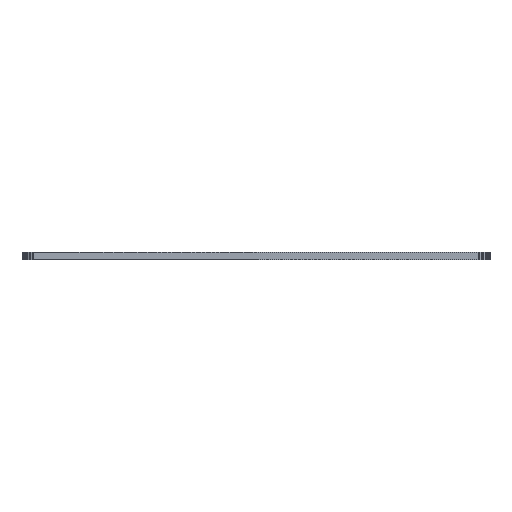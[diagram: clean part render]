
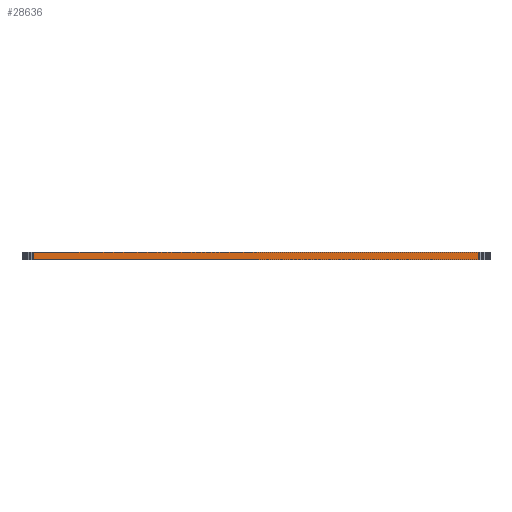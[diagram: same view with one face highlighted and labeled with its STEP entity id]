
A CAD part, left-side view. The second image highlights one B-rep face of the part: STEP entity #28636.
In plain terms, the highlighted planar face has unit normal (-1, 0, 0).
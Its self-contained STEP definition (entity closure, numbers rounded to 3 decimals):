
#83 = PLANE('',#84);
#84 = AXIS2_PLACEMENT_3D('',#85,#86,#87);
#85 = CARTESIAN_POINT('',(159.544,-86.916,1.58));
#86 = DIRECTION('',(-0.,-0.,-1.));
#87 = DIRECTION('',(-1.,0.,0.));
#137 = PLANE('',#138);
#138 = AXIS2_PLACEMENT_3D('',#139,#140,#141);
#139 = CARTESIAN_POINT('',(159.544,-86.916,0.));
#140 = DIRECTION('',(-0.,-0.,-1.));
#141 = DIRECTION('',(-1.,0.,0.));
#1254 = VERTEX_POINT('',#1255);
#1255 = CARTESIAN_POINT('',(42.863,-130.969,0.));
#1269 = PLANE('',#1270);
#1270 = AXIS2_PLACEMENT_3D('',#1271,#1272,#1273);
#1271 = CARTESIAN_POINT('',(42.883,-131.28,0.));
#1272 = DIRECTION('',(-0.998,-0.065,0.));
#1273 = DIRECTION('',(-0.065,0.998,0.));
#1281 = EDGE_CURVE('',#1254,#1282,#1284,.T.);
#1282 = VERTEX_POINT('',#1283);
#1283 = CARTESIAN_POINT('',(42.863,-42.863,0.));
#1284 = SURFACE_CURVE('',#1285,(#1289,#1296),.PCURVE_S1.);
#1285 = LINE('',#1286,#1287);
#1286 = CARTESIAN_POINT('',(42.863,-130.969,0.));
#1287 = VECTOR('',#1288,1.);
#1288 = DIRECTION('',(0.,1.,0.));
#1289 = PCURVE('',#137,#1290);
#1290 = DEFINITIONAL_REPRESENTATION('',(#1291),#1295);
#1291 = LINE('',#1292,#1293);
#1292 = CARTESIAN_POINT('',(116.681,-44.053));
#1293 = VECTOR('',#1294,1.);
#1294 = DIRECTION('',(0.,1.));
#1295 = ( GEOMETRIC_REPRESENTATION_CONTEXT(2) 
PARAMETRIC_REPRESENTATION_CONTEXT() REPRESENTATION_CONTEXT('2D SPACE',''
  ) );
#1296 = PCURVE('',#1297,#1302);
#1297 = PLANE('',#1298);
#1298 = AXIS2_PLACEMENT_3D('',#1299,#1300,#1301);
#1299 = CARTESIAN_POINT('',(42.863,-130.969,0.));
#1300 = DIRECTION('',(-1.,0.,0.));
#1301 = DIRECTION('',(0.,1.,0.));
#1302 = DEFINITIONAL_REPRESENTATION('',(#1303),#1307);
#1303 = LINE('',#1304,#1305);
#1304 = CARTESIAN_POINT('',(0.,0.));
#1305 = VECTOR('',#1306,1.);
#1306 = DIRECTION('',(1.,0.));
#1307 = ( GEOMETRIC_REPRESENTATION_CONTEXT(2) 
PARAMETRIC_REPRESENTATION_CONTEXT() REPRESENTATION_CONTEXT('2D SPACE',''
  ) );
#1325 = PLANE('',#1326);
#1326 = AXIS2_PLACEMENT_3D('',#1327,#1328,#1329);
#1327 = CARTESIAN_POINT('',(42.863,-42.863,0.));
#1328 = DIRECTION('',(-0.998,0.065,0.));
#1329 = DIRECTION('',(0.065,0.998,0.));
#16246 = VERTEX_POINT('',#16247);
#16247 = CARTESIAN_POINT('',(42.863,-130.969,1.58));
#16268 = EDGE_CURVE('',#16246,#16269,#16271,.T.);
#16269 = VERTEX_POINT('',#16270);
#16270 = CARTESIAN_POINT('',(42.863,-42.863,1.58));
#16271 = SURFACE_CURVE('',#16272,(#16276,#16283),.PCURVE_S1.);
#16272 = LINE('',#16273,#16274);
#16273 = CARTESIAN_POINT('',(42.863,-130.969,1.58));
#16274 = VECTOR('',#16275,1.);
#16275 = DIRECTION('',(0.,1.,0.));
#16276 = PCURVE('',#83,#16277);
#16277 = DEFINITIONAL_REPRESENTATION('',(#16278),#16282);
#16278 = LINE('',#16279,#16280);
#16279 = CARTESIAN_POINT('',(116.681,-44.053));
#16280 = VECTOR('',#16281,1.);
#16281 = DIRECTION('',(0.,1.));
#16282 = ( GEOMETRIC_REPRESENTATION_CONTEXT(2) 
PARAMETRIC_REPRESENTATION_CONTEXT() REPRESENTATION_CONTEXT('2D SPACE',''
  ) );
#16283 = PCURVE('',#1297,#16284);
#16284 = DEFINITIONAL_REPRESENTATION('',(#16285),#16289);
#16285 = LINE('',#16286,#16287);
#16286 = CARTESIAN_POINT('',(0.,-1.58));
#16287 = VECTOR('',#16288,1.);
#16288 = DIRECTION('',(1.,0.));
#16289 = ( GEOMETRIC_REPRESENTATION_CONTEXT(2) 
PARAMETRIC_REPRESENTATION_CONTEXT() REPRESENTATION_CONTEXT('2D SPACE',''
  ) );
#28586 = EDGE_CURVE('',#1282,#16269,#28587,.T.);
#28587 = SURFACE_CURVE('',#28588,(#28592,#28599),.PCURVE_S1.);
#28588 = LINE('',#28589,#28590);
#28589 = CARTESIAN_POINT('',(42.863,-42.863,0.));
#28590 = VECTOR('',#28591,1.);
#28591 = DIRECTION('',(0.,0.,1.));
#28592 = PCURVE('',#1325,#28593);
#28593 = DEFINITIONAL_REPRESENTATION('',(#28594),#28598);
#28594 = LINE('',#28595,#28596);
#28595 = CARTESIAN_POINT('',(0.,0.));
#28596 = VECTOR('',#28597,1.);
#28597 = DIRECTION('',(0.,-1.));
#28598 = ( GEOMETRIC_REPRESENTATION_CONTEXT(2) 
PARAMETRIC_REPRESENTATION_CONTEXT() REPRESENTATION_CONTEXT('2D SPACE',''
  ) );
#28599 = PCURVE('',#1297,#28600);
#28600 = DEFINITIONAL_REPRESENTATION('',(#28601),#28605);
#28601 = LINE('',#28602,#28603);
#28602 = CARTESIAN_POINT('',(88.106,0.));
#28603 = VECTOR('',#28604,1.);
#28604 = DIRECTION('',(0.,-1.));
#28605 = ( GEOMETRIC_REPRESENTATION_CONTEXT(2) 
PARAMETRIC_REPRESENTATION_CONTEXT() REPRESENTATION_CONTEXT('2D SPACE',''
  ) );
#28636 = ADVANCED_FACE('',(#28637),#1297,.T.);
#28637 = FACE_BOUND('',#28638,.T.);
#28638 = EDGE_LOOP('',(#28639,#28660,#28661,#28662));
#28639 = ORIENTED_EDGE('',*,*,#28640,.T.);
#28640 = EDGE_CURVE('',#1254,#16246,#28641,.T.);
#28641 = SURFACE_CURVE('',#28642,(#28646,#28653),.PCURVE_S1.);
#28642 = LINE('',#28643,#28644);
#28643 = CARTESIAN_POINT('',(42.863,-130.969,0.));
#28644 = VECTOR('',#28645,1.);
#28645 = DIRECTION('',(0.,0.,1.));
#28646 = PCURVE('',#1297,#28647);
#28647 = DEFINITIONAL_REPRESENTATION('',(#28648),#28652);
#28648 = LINE('',#28649,#28650);
#28649 = CARTESIAN_POINT('',(0.,0.));
#28650 = VECTOR('',#28651,1.);
#28651 = DIRECTION('',(0.,-1.));
#28652 = ( GEOMETRIC_REPRESENTATION_CONTEXT(2) 
PARAMETRIC_REPRESENTATION_CONTEXT() REPRESENTATION_CONTEXT('2D SPACE',''
  ) );
#28653 = PCURVE('',#1269,#28654);
#28654 = DEFINITIONAL_REPRESENTATION('',(#28655),#28659);
#28655 = LINE('',#28656,#28657);
#28656 = CARTESIAN_POINT('',(0.311,0.));
#28657 = VECTOR('',#28658,1.);
#28658 = DIRECTION('',(0.,-1.));
#28659 = ( GEOMETRIC_REPRESENTATION_CONTEXT(2) 
PARAMETRIC_REPRESENTATION_CONTEXT() REPRESENTATION_CONTEXT('2D SPACE',''
  ) );
#28660 = ORIENTED_EDGE('',*,*,#16268,.T.);
#28661 = ORIENTED_EDGE('',*,*,#28586,.F.);
#28662 = ORIENTED_EDGE('',*,*,#1281,.F.);
